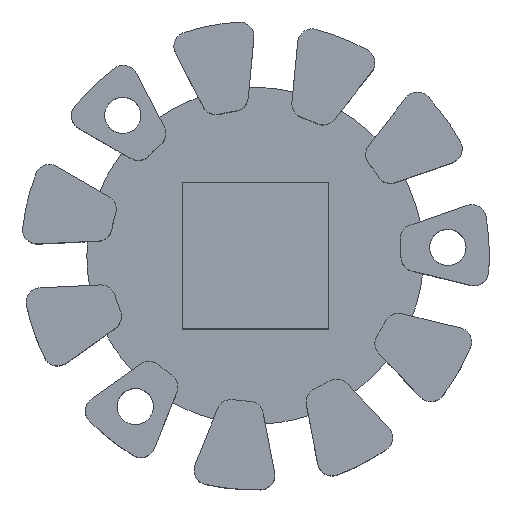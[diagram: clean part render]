
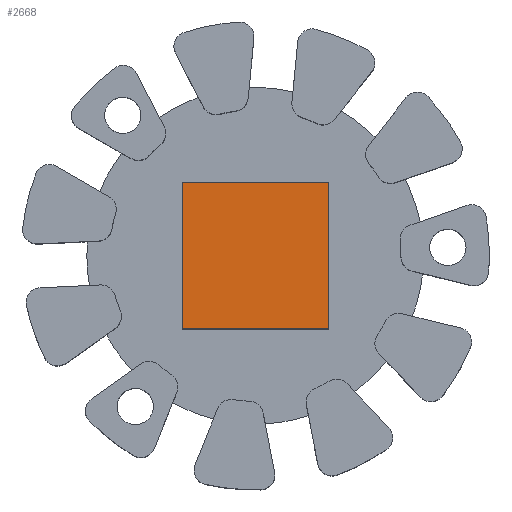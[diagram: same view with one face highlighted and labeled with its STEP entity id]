
A CAD part, top view. The second image highlights one B-rep face of the part: STEP entity #2668.
In plain terms, the highlighted planar face has unit normal (0, 0, 1).
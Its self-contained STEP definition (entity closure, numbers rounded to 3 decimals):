
#289=LINE('',#4891,#480);
#291=LINE('',#4895,#482);
#293=LINE('',#4899,#484);
#295=LINE('',#4902,#486);
#480=VECTOR('',#3863,10.);
#482=VECTOR('',#3867,10.);
#484=VECTOR('',#3871,10.);
#486=VECTOR('',#3875,10.);
#537=PLANE('',#3021);
#679=FACE_OUTER_BOUND('',#825,.T.);
#825=EDGE_LOOP('',(#2512,#2513,#2514,#2515));
#1300=VERTEX_POINT('',#4888);
#1301=VERTEX_POINT('',#4890);
#1302=VERTEX_POINT('',#4894);
#1303=VERTEX_POINT('',#4898);
#1701=EDGE_CURVE('',#1301,#1300,#289,.T.);
#1703=EDGE_CURVE('',#1302,#1301,#291,.T.);
#1705=EDGE_CURVE('',#1303,#1302,#293,.T.);
#1707=EDGE_CURVE('',#1300,#1303,#295,.T.);
#2512=ORIENTED_EDGE('',*,*,#1707,.T.);
#2513=ORIENTED_EDGE('',*,*,#1705,.T.);
#2514=ORIENTED_EDGE('',*,*,#1703,.T.);
#2515=ORIENTED_EDGE('',*,*,#1701,.T.);
#2668=ADVANCED_FACE('',(#679),#537,.T.);
#3021=AXIS2_PLACEMENT_3D('',#4903,#3876,#3877);
#3863=DIRECTION('',(0.,1.,0.));
#3867=DIRECTION('',(1.,0.,0.));
#3871=DIRECTION('',(0.,-1.,0.));
#3875=DIRECTION('',(-1.,0.,0.));
#3876=DIRECTION('center_axis',(0.,0.,1.));
#3877=DIRECTION('ref_axis',(1.,0.,0.));
#4888=CARTESIAN_POINT('',(14.449,13.586,30.));
#4890=CARTESIAN_POINT('',(14.449,-11.414,30.));
#4891=CARTESIAN_POINT('',(14.449,-11.414,30.));
#4894=CARTESIAN_POINT('',(-10.551,-11.414,30.));
#4895=CARTESIAN_POINT('',(-10.551,-11.414,30.));
#4898=CARTESIAN_POINT('',(-10.551,13.586,30.));
#4899=CARTESIAN_POINT('',(-10.551,13.586,30.));
#4902=CARTESIAN_POINT('',(14.449,13.586,30.));
#4903=CARTESIAN_POINT('Origin',(1.949,1.086,30.));
